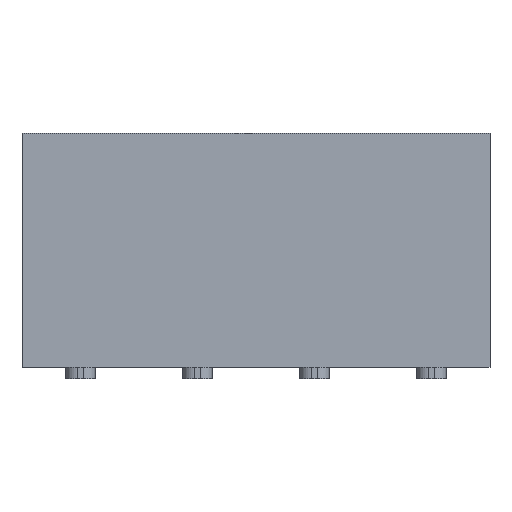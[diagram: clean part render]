
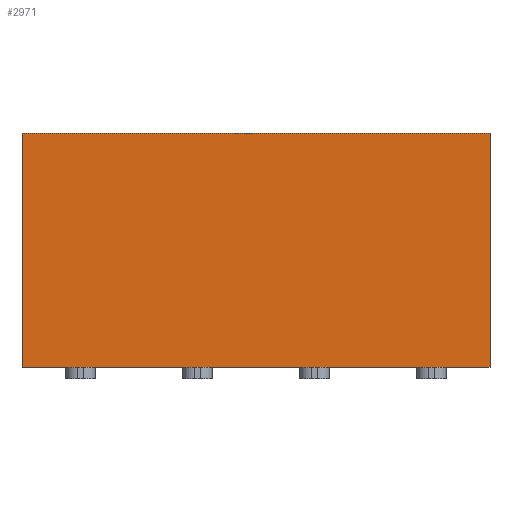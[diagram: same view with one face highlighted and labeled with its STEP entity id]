
A CAD part, front view. The second image highlights one B-rep face of the part: STEP entity #2971.
In plain terms, the highlighted planar face has unit normal (0, -1, 0).
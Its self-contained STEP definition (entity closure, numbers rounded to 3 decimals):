
#177=FACE_OUTER_BOUND('',#339,.T.);
#339=EDGE_LOOP('',(#2504,#2505,#2506,#2507,#2508,#2509,#2510,#2511,#2512,
#2513));
#435=LINE('',#4047,#799);
#481=LINE('',#4165,#845);
#527=LINE('',#4283,#891);
#562=LINE('',#4364,#926);
#566=LINE('',#4370,#930);
#570=LINE('',#4376,#934);
#576=LINE('',#4387,#940);
#621=LINE('',#4472,#985);
#707=LINE('',#4643,#1071);
#732=LINE('',#4693,#1096);
#799=VECTOR('',#3277,10.);
#845=VECTOR('',#3387,10.);
#891=VECTOR('',#3497,10.);
#926=VECTOR('',#3568,10.);
#930=VECTOR('',#3572,10.);
#934=VECTOR('',#3576,10.);
#940=VECTOR('',#3582,10.);
#985=VECTOR('',#3641,10.);
#1071=VECTOR('',#3809,10.);
#1096=VECTOR('',#3868,10.);
#1160=VERTEX_POINT('',#4045);
#1161=VERTEX_POINT('',#4046);
#1200=VERTEX_POINT('',#4163);
#1201=VERTEX_POINT('',#4164);
#1240=VERTEX_POINT('',#4281);
#1241=VERTEX_POINT('',#4282);
#1269=VERTEX_POINT('',#4362);
#1278=VERTEX_POINT('',#4386);
#1310=VERTEX_POINT('',#4469);
#1311=VERTEX_POINT('',#4471);
#1429=EDGE_CURVE('',#1160,#1161,#435,.T.);
#1487=EDGE_CURVE('',#1200,#1201,#481,.T.);
#1545=EDGE_CURVE('',#1240,#1241,#527,.T.);
#1586=EDGE_CURVE('',#1269,#1160,#562,.T.);
#1590=EDGE_CURVE('',#1161,#1200,#566,.T.);
#1594=EDGE_CURVE('',#1201,#1240,#570,.T.);
#1600=EDGE_CURVE('',#1241,#1278,#576,.T.);
#1645=EDGE_CURVE('',#1310,#1311,#621,.T.);
#1731=EDGE_CURVE('',#1269,#1311,#707,.T.);
#1756=EDGE_CURVE('',#1278,#1310,#732,.T.);
#2504=ORIENTED_EDGE('',*,*,#1586,.F.);
#2505=ORIENTED_EDGE('',*,*,#1731,.T.);
#2506=ORIENTED_EDGE('',*,*,#1645,.F.);
#2507=ORIENTED_EDGE('',*,*,#1756,.F.);
#2508=ORIENTED_EDGE('',*,*,#1600,.F.);
#2509=ORIENTED_EDGE('',*,*,#1545,.F.);
#2510=ORIENTED_EDGE('',*,*,#1594,.F.);
#2511=ORIENTED_EDGE('',*,*,#1487,.F.);
#2512=ORIENTED_EDGE('',*,*,#1590,.F.);
#2513=ORIENTED_EDGE('',*,*,#1429,.F.);
#2745=PLANE('',#3181);
#2971=ADVANCED_FACE('',(#177),#2745,.T.);
#3181=AXIS2_PLACEMENT_3D('',#4692,#3866,#3867);
#3277=DIRECTION('',(-1.,0.,0.));
#3387=DIRECTION('',(-1.,0.,0.));
#3497=DIRECTION('',(-1.,0.,0.));
#3568=DIRECTION('',(-1.,0.,0.));
#3572=DIRECTION('',(-1.,0.,0.));
#3576=DIRECTION('',(-1.,0.,0.));
#3582=DIRECTION('',(-1.,0.,0.));
#3641=DIRECTION('',(1.,0.,0.));
#3809=DIRECTION('',(0.,0.,1.));
#3866=DIRECTION('center_axis',(0.,-1.,0.));
#3867=DIRECTION('ref_axis',(1.,0.,0.));
#3868=DIRECTION('',(0.,0.,1.));
#4045=CARTESIAN_POINT('',(6.25,-2.,0.));
#4046=CARTESIAN_POINT('',(5.75,-2.,0.));
#4047=CARTESIAN_POINT('',(1.,-2.,0.));
#4163=CARTESIAN_POINT('',(4.25,-2.,0.));
#4164=CARTESIAN_POINT('',(3.75,-2.,0.));
#4165=CARTESIAN_POINT('',(1.,-2.,0.));
#4281=CARTESIAN_POINT('',(2.25,-2.,0.));
#4282=CARTESIAN_POINT('',(1.75,-2.,0.));
#4283=CARTESIAN_POINT('',(1.,-2.,0.));
#4362=CARTESIAN_POINT('',(7.,-2.,0.));
#4364=CARTESIAN_POINT('',(1.,-2.,0.));
#4370=CARTESIAN_POINT('',(1.,-2.,0.));
#4376=CARTESIAN_POINT('',(1.,-2.,0.));
#4386=CARTESIAN_POINT('',(-1.,-2.,0.));
#4387=CARTESIAN_POINT('',(1.,-2.,0.));
#4469=CARTESIAN_POINT('',(-1.,-2.,4.));
#4471=CARTESIAN_POINT('',(7.,-2.,4.));
#4472=CARTESIAN_POINT('',(1.,-2.,4.));
#4643=CARTESIAN_POINT('',(7.,-2.,0.));
#4692=CARTESIAN_POINT('Origin',(-1.,-2.,0.));
#4693=CARTESIAN_POINT('',(-1.,-2.,0.));
